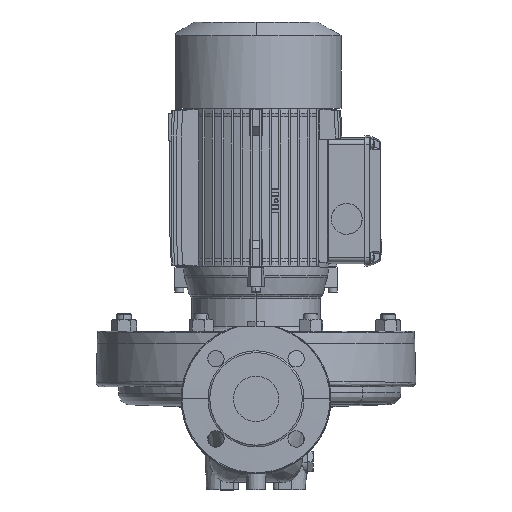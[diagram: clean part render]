
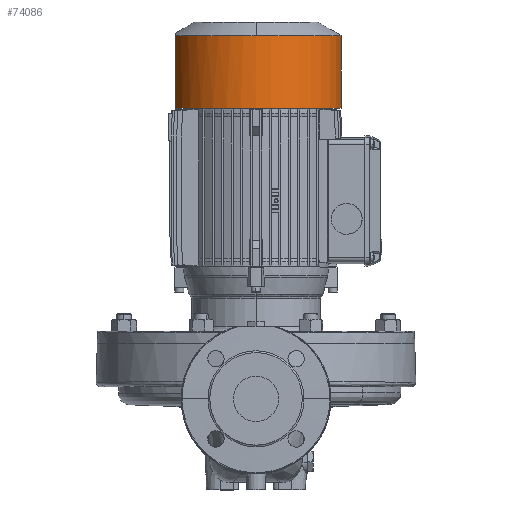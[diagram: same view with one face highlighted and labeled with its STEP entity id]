
A CAD part, top view. The second image highlights one B-rep face of the part: STEP entity #74086.
In plain terms, the highlighted cylindrical face has radius 94 mm (diameter 188 mm), a partial arc.
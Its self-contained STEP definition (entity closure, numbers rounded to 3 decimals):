
#231 = CARTESIAN_POINT ( 'NONE',  ( -125.275, 202.807, -226.136 ) ) ;
#286 = VERTEX_POINT ( 'NONE', #45483 ) ;
#1903 = AXIS2_PLACEMENT_3D ( 'NONE', #8079, #15706, #34968 ) ;
#2381 = DIRECTION ( 'NONE',  ( 0., 1., 0. ) ) ;
#3277 = VERTEX_POINT ( 'NONE', #27773 ) ;
#5118 = DIRECTION ( 'NONE',  ( 0., -1., 0. ) ) ;
#6278 = LINE ( 'NONE', #68241, #82082 ) ;
#8079 = CARTESIAN_POINT ( 'NONE',  ( -36.775, 202.807, -257.818 ) ) ;
#11612 = CARTESIAN_POINT ( 'NONE',  ( -36.775, 202.807, -257.818 ) ) ;
#13357 = CARTESIAN_POINT ( 'NONE',  ( -36.775, 122.818, -257.818 ) ) ;
#14652 = CARTESIAN_POINT ( 'NONE',  ( -125.275, 122.818, -226.136 ) ) ;
#15706 = DIRECTION ( 'NONE',  ( 0., -1., 0. ) ) ;
#16416 = ORIENTED_EDGE ( 'NONE', *, *, #47866, .T. ) ;
#17449 = DIRECTION ( 'NONE',  ( 0., -1., 0. ) ) ;
#20461 = VERTEX_POINT ( 'NONE', #231 ) ;
#20607 = CIRCLE ( 'NONE', #1903, 94. ) ;
#21598 = AXIS2_PLACEMENT_3D ( 'NONE', #105747, #17449, #25634 ) ;
#22917 = EDGE_CURVE ( 'NONE', #20461, #68072, #6278, .T. ) ;
#25634 = DIRECTION ( 'NONE',  ( 1., 0., 0. ) ) ;
#27084 = DIRECTION ( 'NONE',  ( 1., 0., 0. ) ) ;
#27773 = CARTESIAN_POINT ( 'NONE',  ( -125.275, 122.818, -289.5 ) ) ;
#32040 = EDGE_CURVE ( 'NONE', #97834, #20461, #42078, .T. ) ;
#34968 = DIRECTION ( 'NONE',  ( 1., 0., 0. ) ) ;
#37347 = CYLINDRICAL_SURFACE ( 'NONE', #56566, 94. ) ;
#37537 = DIRECTION ( 'NONE',  ( 0., -1., 0. ) ) ;
#41947 = DIRECTION ( 'NONE',  ( 0., 1., 0. ) ) ;
#42078 = CIRCLE ( 'NONE', #21598, 94. ) ;
#43126 = VECTOR ( 'NONE', #2381, 1000. ) ;
#45483 = CARTESIAN_POINT ( 'NONE',  ( -36.775, 202.807, -351.818 ) ) ;
#45548 = DIRECTION ( 'NONE',  ( 0., -1., 0. ) ) ;
#47087 = CIRCLE ( 'NONE', #76962, 94. ) ;
#47866 = EDGE_CURVE ( 'NONE', #286, #97834, #20607, .T. ) ;
#56566 = AXIS2_PLACEMENT_3D ( 'NONE', #11612, #45548, #98218 ) ;
#57876 = ORIENTED_EDGE ( 'NONE', *, *, #90718, .T. ) ;
#62113 = EDGE_CURVE ( 'NONE', #68072, #3277, #113924, .T. ) ;
#63097 = ORIENTED_EDGE ( 'NONE', *, *, #32040, .T. ) ;
#63492 = AXIS2_PLACEMENT_3D ( 'NONE', #13357, #41947, #67689 ) ;
#67689 = DIRECTION ( 'NONE',  ( 1., 0., 0. ) ) ;
#68072 = VERTEX_POINT ( 'NONE', #14652 ) ;
#68241 = CARTESIAN_POINT ( 'NONE',  ( -125.275, 202.807, -226.136 ) ) ;
#72549 = LINE ( 'NONE', #100614, #43126 ) ;
#74086 = ADVANCED_FACE ( 'NONE', ( #90559 ), #37347, .T. ) ;
#75451 = CARTESIAN_POINT ( 'NONE',  ( -125.275, 202.807, -289.5 ) ) ;
#75493 = ORIENTED_EDGE ( 'NONE', *, *, #110705, .T. ) ;
#76075 = ORIENTED_EDGE ( 'NONE', *, *, #62113, .T. ) ;
#76962 = AXIS2_PLACEMENT_3D ( 'NONE', #81404, #37537, #27084 ) ;
#79543 = VERTEX_POINT ( 'NONE', #75451 ) ;
#81404 = CARTESIAN_POINT ( 'NONE',  ( -36.775, 202.807, -257.818 ) ) ;
#82082 = VECTOR ( 'NONE', #5118, 1000. ) ;
#85748 = EDGE_LOOP ( 'NONE', ( #57876, #75493, #16416, #63097, #102434, #76075 ) ) ;
#90559 = FACE_OUTER_BOUND ( 'NONE', #85748, .T. ) ;
#90718 = EDGE_CURVE ( 'NONE', #3277, #79543, #72549, .T. ) ;
#95799 = CARTESIAN_POINT ( 'NONE',  ( -36.775, 202.807, -163.818 ) ) ;
#97834 = VERTEX_POINT ( 'NONE', #95799 ) ;
#98218 = DIRECTION ( 'NONE',  ( -1., 0., 0. ) ) ;
#100614 = CARTESIAN_POINT ( 'NONE',  ( -125.275, 122.818, -289.5 ) ) ;
#102434 = ORIENTED_EDGE ( 'NONE', *, *, #22917, .T. ) ;
#105747 = CARTESIAN_POINT ( 'NONE',  ( -36.775, 202.807, -257.818 ) ) ;
#110705 = EDGE_CURVE ( 'NONE', #79543, #286, #47087, .T. ) ;
#113924 = CIRCLE ( 'NONE', #63492, 94. ) ;
